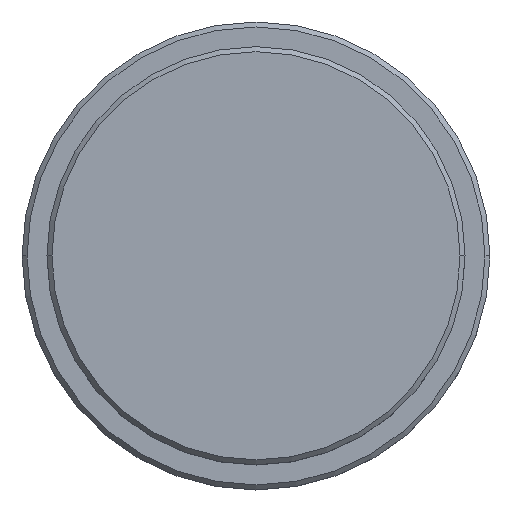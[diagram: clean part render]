
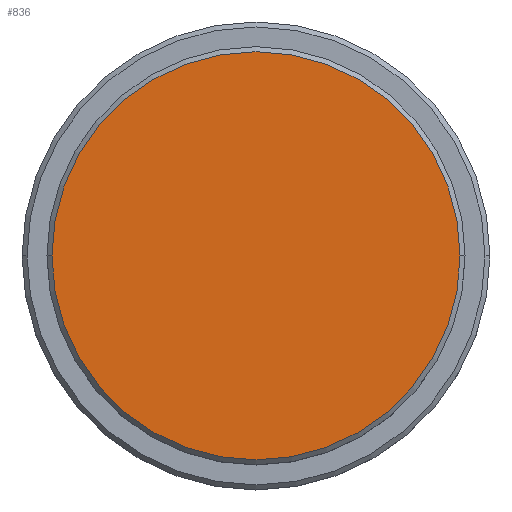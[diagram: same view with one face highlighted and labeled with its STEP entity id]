
A CAD part, top view. The second image highlights one B-rep face of the part: STEP entity #836.
In plain terms, the highlighted planar face has unit normal (0, 0, 1).
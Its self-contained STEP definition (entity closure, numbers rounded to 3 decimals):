
#39 = DIRECTION ( 'NONE',  ( 1., 0., 0. ) ) ;
#97 = DIRECTION ( 'NONE',  ( 1., 0., 0. ) ) ;
#104 = ORIENTED_EDGE ( 'NONE', *, *, #968, .T. ) ;
#133 = CIRCLE ( 'NONE', #762, 20.5 ) ;
#226 = FACE_OUTER_BOUND ( 'NONE', #1255, .T. ) ;
#275 = CIRCLE ( 'NONE', #1066, 20.5 ) ;
#361 = CARTESIAN_POINT ( 'NONE',  ( 0., 0., 0. ) ) ;
#465 = AXIS2_PLACEMENT_3D ( 'NONE', #859, #1073, #97 ) ;
#539 = ORIENTED_EDGE ( 'NONE', *, *, #1334, .T. ) ;
#609 = DIRECTION ( 'NONE',  ( 0., 0., 1. ) ) ;
#630 = CARTESIAN_POINT ( 'NONE',  ( 0., 0., 0. ) ) ;
#762 = AXIS2_PLACEMENT_3D ( 'NONE', #361, #1123, #1249 ) ;
#836 = ADVANCED_FACE ( 'NONE', ( #226 ), #1281, .T. ) ;
#859 = CARTESIAN_POINT ( 'NONE',  ( 0., 0., 0. ) ) ;
#861 = CARTESIAN_POINT ( 'NONE',  ( -20.5, 0., 0. ) ) ;
#968 = EDGE_CURVE ( 'NONE', #996, #1218, #275, .T. ) ;
#996 = VERTEX_POINT ( 'NONE', #861 ) ;
#1066 = AXIS2_PLACEMENT_3D ( 'NONE', #630, #609, #39 ) ;
#1073 = DIRECTION ( 'NONE',  ( 0., 0., 1. ) ) ;
#1097 = CARTESIAN_POINT ( 'NONE',  ( 20.5, 0., 0. ) ) ;
#1123 = DIRECTION ( 'NONE',  ( 0., 0., 1. ) ) ;
#1218 = VERTEX_POINT ( 'NONE', #1097 ) ;
#1249 = DIRECTION ( 'NONE',  ( 1., 0., 0. ) ) ;
#1255 = EDGE_LOOP ( 'NONE', ( #104, #539 ) ) ;
#1281 = PLANE ( 'NONE',  #465 ) ;
#1334 = EDGE_CURVE ( 'NONE', #1218, #996, #133, .T. ) ;
